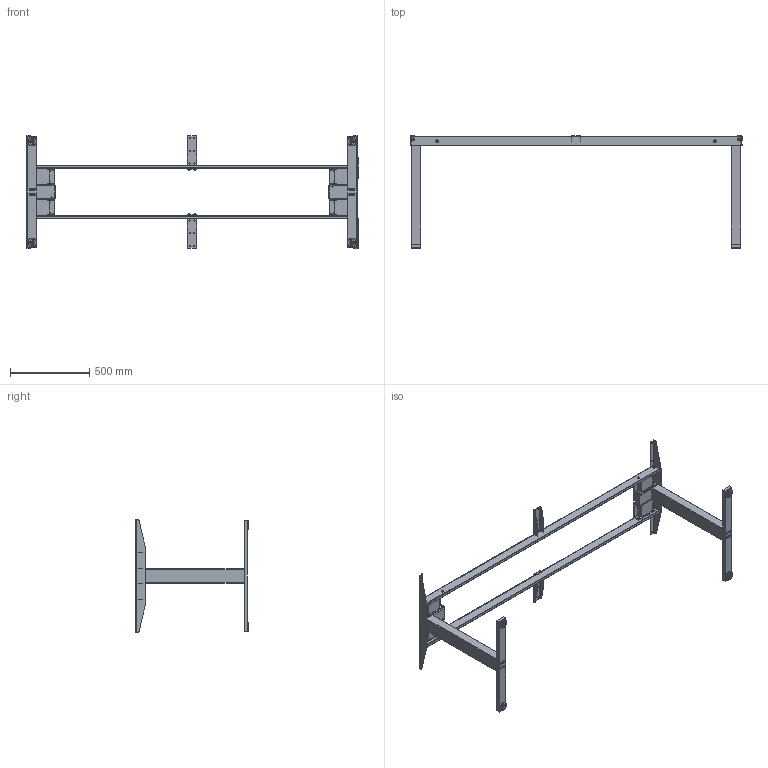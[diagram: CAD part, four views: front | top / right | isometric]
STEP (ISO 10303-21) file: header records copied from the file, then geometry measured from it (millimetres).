
FILE_DESCRIPTION (( 'STEP AP203' ), '1' );
FILE_NAME ('C-2+ Conf. 2.0_CL2FROxxxxxxx_210-260, foot 700.STEP', '2019-03-18T13:58:04', ( '' ), ( '' ), 'SwSTEP 2.0', 'SolidWorks 2017', '' );
FILE_SCHEMA (( 'CONFIG_CONTROL_DESIGN' ));
Products named in the file (1): C-2+ Conf. 2.0_CL2FROxxxxxxx_210-260, foot 700
Bounding box: 2100 x 713.5 x 720 mm (x, y, z)
Surface area: 2484680 mm2 (no closed solid volume)
Topology: 0 solids, 160 shells, 1128 faces, 5430 edges, 4394 vertices
Faces by surface type: plane 540, cylinder 388, cone 114, torus 66, bspline 12, sphere 8
Entity records: 57168 total; most frequent: CARTESIAN_POINT 14857, DIRECTION 8784, ORIENTED_EDGE 7242, EDGE_CURVE 5422, VERTEX_POINT 4394, AXIS2_PLACEMENT_3D 3025, VECTOR 2734, LINE 2734
